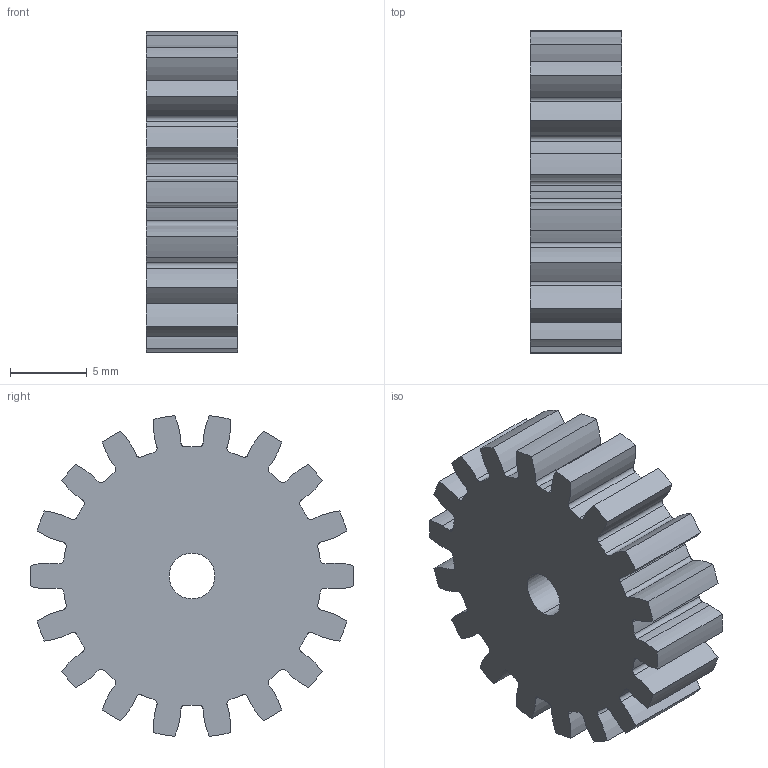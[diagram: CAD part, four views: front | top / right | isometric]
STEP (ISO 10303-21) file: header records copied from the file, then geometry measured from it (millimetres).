
FILE_DESCRIPTION (( 'STEP AP214' ), '1' );
FILE_NAME ('AR4_SG1_gear.STEP', '2022-08-11T19:39:57', ( '' ), ( '' ), 'SwSTEP 2.0', 'SolidWorks 2021', '' );
FILE_SCHEMA (( 'AUTOMOTIVE_DESIGN' ));
Length unit declared in the file: millimetre
Products named in the file (1): AR4_SG1_gear
Bounding box: 6 x 21.08 x 20.96 mm (x, y, z)
Volume: 1669.1 mm3; surface area: 1349.8 mm2
Topology: 1 solids, 1 shells, 125 faces, 369 edges, 246 vertices
Faces by surface type: cylinder 123, plane 2
Entity records: 4367 total; most frequent: DIRECTION 867, CARTESIAN_POINT 741, ORIENTED_EDGE 738, AXIS2_PLACEMENT_3D 372, EDGE_CURVE 369, VERTEX_POINT 246, CIRCLE 246, EDGE_LOOP 127
